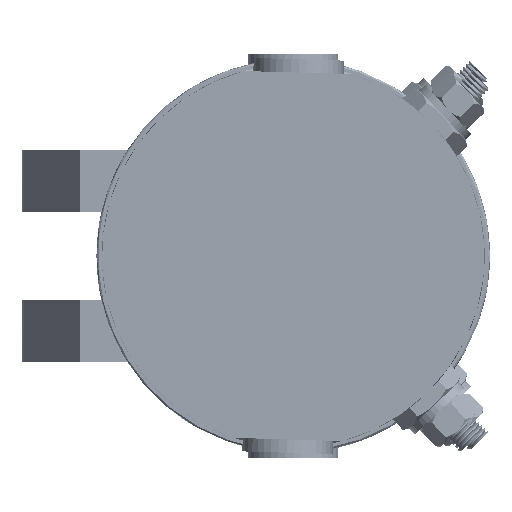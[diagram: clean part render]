
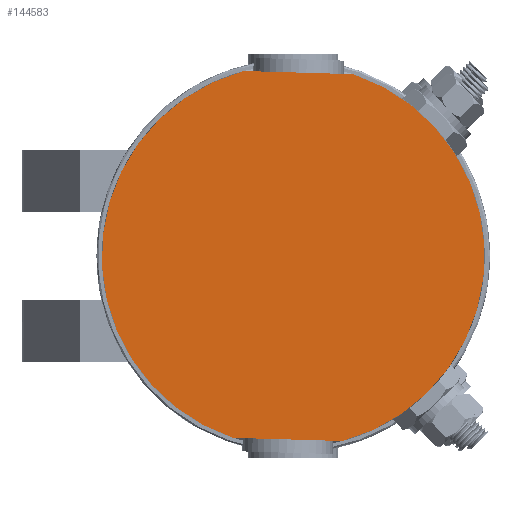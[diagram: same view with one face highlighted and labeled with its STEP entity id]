
A CAD part, front view. The second image highlights one B-rep face of the part: STEP entity #144583.
In plain terms, the highlighted planar face has unit normal (0, -1, 0).
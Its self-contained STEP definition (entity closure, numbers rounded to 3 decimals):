
#67074 = CARTESIAN_POINT ( 'NONE',  ( 0., 0., -34.5 ) ) ;
#67075 = DIRECTION ( 'NONE',  ( -1., 0., 0. ) ) ;
#67076 = CARTESIAN_POINT ( 'NONE',  ( 0., 0., 34.5 ) ) ;
#67077 = DIRECTION ( 'NONE',  ( 1., 0., 0. ) ) ;
#67082 = CARTESIAN_POINT ( 'NONE',  ( 0., 0., 0. ) ) ;
#67083 = DIRECTION ( 'NONE',  ( 0., 1., 0. ) ) ;
#67084 = DIRECTION ( 'NONE',  ( 0., 0., 1. ) ) ;
#139633 = PLANE ( 'NONE',  #301852 ) ;
#139635 = CARTESIAN_POINT ( 'NONE',  ( 0., 0., 0. ) ) ;
#139637 = DIRECTION ( 'NONE',  ( 0., 1., 0. ) ) ;
#139639 = DIRECTION ( 'NONE',  ( 0., 0., 1. ) ) ;
#141955 = ORIENTED_EDGE ( 'NONE', *, *, #143752, .F. ) ;
#141957 = ORIENTED_EDGE ( 'NONE', *, *, #182114, .F. ) ;
#141959 = ORIENTED_EDGE ( 'NONE', *, *, #143755, .F. ) ;
#141961 = ORIENTED_EDGE ( 'NONE', *, *, #143762, .F. ) ;
#143752 = EDGE_CURVE ( 'NONE', #173048, #172639, #183619, .T. ) ;
#143755 = EDGE_CURVE ( 'NONE', #172641, #173039, #183620, .T. ) ;
#143762 = EDGE_CURVE ( 'NONE', #172639, #172641, #157922, .T. ) ;
#144583 = ADVANCED_FACE ( 'NONE', ( #183678 ), #139633, .F. ) ;
#148144 = CARTESIAN_POINT ( 'NONE',  ( -10.283, 0., -34.5 ) ) ;
#148146 = CARTESIAN_POINT ( 'NONE',  ( -10.283, 0., 34.5 ) ) ;
#148489 = CARTESIAN_POINT ( 'NONE',  ( 10.283, 0., 34.5 ) ) ;
#148497 = CARTESIAN_POINT ( 'NONE',  ( 10.283, 0., -34.5 ) ) ;
#154553 = CIRCLE ( 'NONE', #154555, 36. ) ;
#154555 = AXIS2_PLACEMENT_3D ( 'NONE', #181086, #181088, #181089 ) ;
#157573 = VECTOR ( 'NONE', #67077, 1000. ) ;
#157922 = CIRCLE ( 'NONE', #158759, 36. ) ;
#158759 = AXIS2_PLACEMENT_3D ( 'NONE', #67082, #67083, #67084 ) ;
#158819 = VECTOR ( 'NONE', #67075, 1000. ) ;
#172639 = VERTEX_POINT ( 'NONE', #148144 ) ;
#172641 = VERTEX_POINT ( 'NONE', #148146 ) ;
#173039 = VERTEX_POINT ( 'NONE', #148489 ) ;
#173048 = VERTEX_POINT ( 'NONE', #148497 ) ;
#173578 = EDGE_LOOP ( 'NONE', ( #141957, #141959, #141961, #141955 ) ) ;
#181086 = CARTESIAN_POINT ( 'NONE',  ( 0., 0., 0. ) ) ;
#181088 = DIRECTION ( 'NONE',  ( 0., 1., 0. ) ) ;
#181089 = DIRECTION ( 'NONE',  ( 0., 0., 1. ) ) ;
#182114 = EDGE_CURVE ( 'NONE', #173039, #173048, #154553, .T. ) ;
#183619 = LINE ( 'NONE', #67074, #158819 ) ;
#183620 = LINE ( 'NONE', #67076, #157573 ) ;
#183678 = FACE_OUTER_BOUND ( 'NONE', #173578, .T. ) ;
#301852 = AXIS2_PLACEMENT_3D ( 'NONE', #139635, #139637, #139639 ) ;
